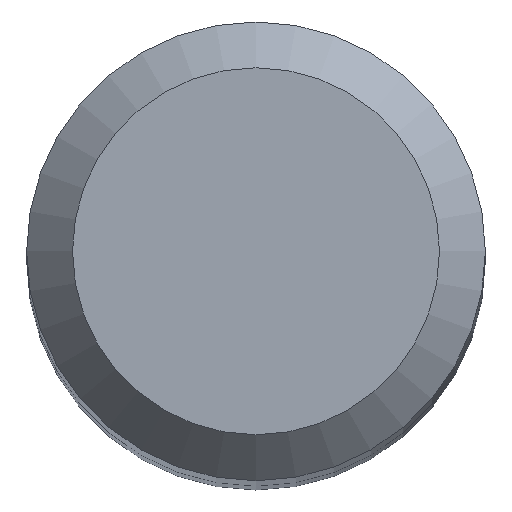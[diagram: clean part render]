
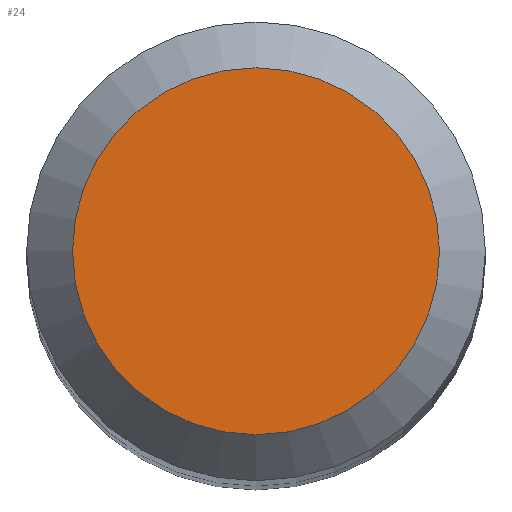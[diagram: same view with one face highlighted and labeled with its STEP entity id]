
A CAD part, top view. The second image highlights one B-rep face of the part: STEP entity #24.
In plain terms, the highlighted planar face has unit normal (0, 0, 1).
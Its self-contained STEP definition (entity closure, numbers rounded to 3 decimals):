
#6 = DIRECTION ( 'NONE',  ( 0., 1., 0. ) ) ;
#8 = CARTESIAN_POINT ( 'NONE',  ( 0., 2.4, 70. ) ) ;
#9 = CARTESIAN_POINT ( 'NONE',  ( 0., 0., 70. ) ) ;
#24 = ADVANCED_FACE ( 'NONE', ( #136 ), #123, .F. ) ;
#29 = DIRECTION ( 'NONE',  ( 0., 1., 0. ) ) ;
#52 = CIRCLE ( 'NONE', #174, 2.4 ) ;
#66 = VERTEX_POINT ( 'NONE', #8 ) ;
#123 = PLANE ( 'NONE',  #161 ) ;
#127 = CARTESIAN_POINT ( 'NONE',  ( 0., 0., 70. ) ) ;
#131 = ORIENTED_EDGE ( 'NONE', *, *, #160, .F. ) ;
#136 = FACE_OUTER_BOUND ( 'NONE', #192, .T. ) ;
#148 = DIRECTION ( 'NONE',  ( 0., 0., -1. ) ) ;
#160 = EDGE_CURVE ( 'NONE', #66, #66, #52, .T. ) ;
#161 = AXIS2_PLACEMENT_3D ( 'NONE', #9, #148, #6 ) ;
#174 = AXIS2_PLACEMENT_3D ( 'NONE', #127, #176, #29 ) ;
#176 = DIRECTION ( 'NONE',  ( 0., 0., -1. ) ) ;
#192 = EDGE_LOOP ( 'NONE', ( #131 ) ) ;
